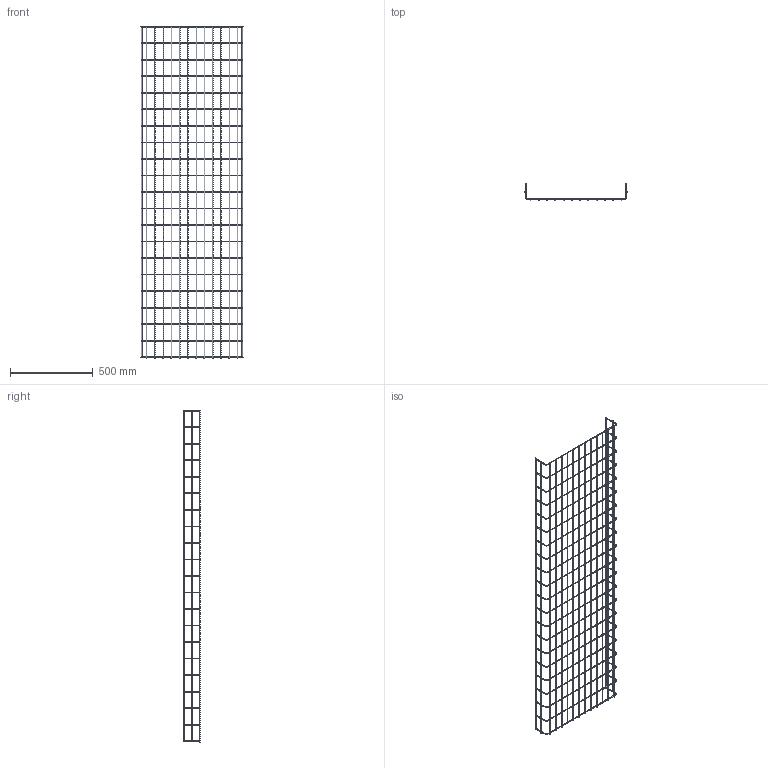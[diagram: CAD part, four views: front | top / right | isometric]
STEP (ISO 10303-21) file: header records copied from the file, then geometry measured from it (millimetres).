
FILE_DESCRIPTION (( 'STEP AP203' ), '1' );
FILE_NAME ('NE-30-100-600-2-50-INOX NESTA Ëîòîê ïðîâîëî÷íûé 100õ600õ2000-5,0 INOX IEK.STEP', '2022-11-11T11:18:51', ( '' ), ( '' ), 'SwSTEP 2.0', 'SolidWorks 2022', '' );
FILE_SCHEMA (( 'CONFIG_CONTROL_DESIGN' ));
Length unit declared in the file: millimetre
Products named in the file (1): NE-30-100-600-2-50-INOX NESTA Лоток проволочный 100х600х2000-5,0 INOX IEK
Bounding box: 618.09 x 100.28 x 2010 mm (x, y, z)
Volume: 951573.8 mm3; surface area: 762712 mm2
Topology: 37 solids, 37 shells, 510 faces, 972 edges, 536 vertices
Faces by surface type: cylinder 268, torus 168, plane 74
Full cylindrical faces by diameter (mm): 5 x16
Entity records: 12737 total; most frequent: DIRECTION 2682, CARTESIAN_POINT 2003, ORIENTED_EDGE 1912, AXIS2_PLACEMENT_3D 1215, EDGE_CURVE 956, CIRCLE 704, VERTEX_POINT 536, FACE_OUTER_BOUND 526
